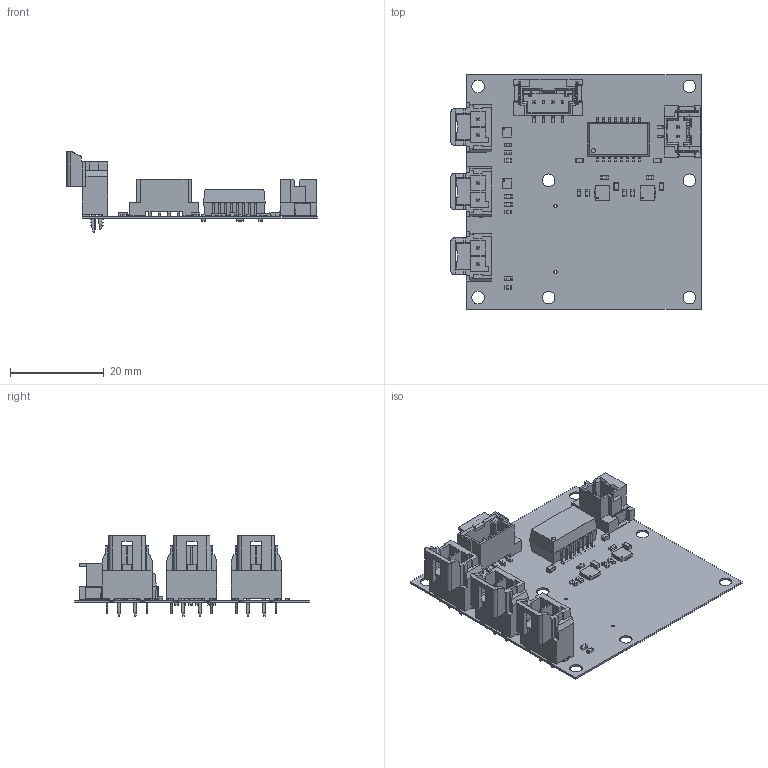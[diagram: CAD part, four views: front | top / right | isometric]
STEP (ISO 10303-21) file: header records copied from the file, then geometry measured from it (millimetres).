
FILE_DESCRIPTION(('Open CASCADE Model'),'2;1');
FILE_NAME('Open CASCADE Shape Model','2017-10-30T21:01:15',('Author'),( 'Open CASCADE'),'Open CASCADE STEP processor 6.8','Open CASCADE 6.8' ,'Unknown');
FILE_SCHEMA(('AUTOMOTIVE_DESIGN { 1 0 10303 214 1 1 1 1 }'));
Length unit declared in the file: millimetre
Products named in the file (115): PCB; Board; R10; 1194190432; Mid_Body; Terminal; Open_CASCADE_STEP_translator_6.8_1.2.1; Mark; XFMR1; 1194190176; Open_CASCADE_STEP_translator_6.8_1.1; Body; Leader; R13; 1194190304; R12; R11; 1041452912; P6; 5600200420; Open CASCADE STEP translator 6.8 1.7.1.1; Open CASCADE STEP translator 6.8 1.7.1.2; U1; 1194190944; Open_CASCADE_STEP_translator_6.8_5.1; Open_CASCADE_STEP_translator_6.8_5.2.1; Thermal_Shape; Pin_Shape; Open_CASCADE_STEP_translator_6.8_5.4.1; U2; R5; 1352742944; R4; R3; 1194191072; R2; R1; R9; R8; R7 ...
Assembly tree (172 placements, depth 5):
  PCB
    Board
    R10
      1194190432
        Mid_Body
        Terminal  x2
          Open_CASCADE_STEP_translator_6.8_1.2.1
        Mark
    XFMR1
      1194190176
        Open_CASCADE_STEP_translator_6.8_1.1
        Body
          Open_CASCADE_STEP_translator_6.8_1.2.1
        Leader  x16
    R13
      1194190304
        Mid_Body
        Terminal  x2
          Open_CASCADE_STEP_translator_6.8_1.2.1
        Mark
    R12
      1194190432
        Mid_Body
        Terminal  x2
          Open_CASCADE_STEP_translator_6.8_1.2.1
        Mark
    R11
      1041452912
        Mid_Body
        Terminal  x2
          Open_CASCADE_STEP_translator_6.8_1.2.1
        Mark
    P6
      5600200420
        Open CASCADE STEP translator 6.8 1.7.1.1
        Open CASCADE STEP translator 6.8 1.7.1.2
    U1
      1194190944
        Open_CASCADE_STEP_translator_6.8_5.1
        Body
          Open_CASCADE_STEP_translator_6.8_5.2.1
        Thermal_Shape
        Pin_Shape  x16
          Open_CASCADE_STEP_translator_6.8_5.4.1
    U2
      1194190944
        Open_CASCADE_STEP_translator_6.8_5.1
        Body
          Open_CASCADE_STEP_translator_6.8_5.2.1
        Thermal_Shape
        Pin_Shape  x16
          Open_CASCADE_STEP_translator_6.8_5.4.1
    R5
      1352742944
        Mid_Body
        Terminal  x2
          Open_CASCADE_STEP_translator_6.8_1.2.1
        Mark
    R4
      1352742944
Bounding box: 53.29 x 50 x 17.15 mm (x, y, z)
Volume: 3648.3 mm3; surface area: 10246.8 mm2
Topology: 164 solids, 169 shells, 2995 faces, 7204 edges, 4563 vertices
Faces by surface type: plane 2539, cylinder 390, sphere 62, cone 4
Full cylindrical faces by diameter (mm): 0.263 x2, 0.388 x2, 0.7 x2, 0.9 x1, 1.02 x6, 2.3 x6, 2.7 x7
Entity records: 47581 total; most frequent: CARTESIAN_POINT 7464, DIRECTION 6981, ORIENTED_EDGE 6941, EDGE_CURVE 3472, LINE 3065, VECTOR 3065, VERTEX_POINT 2221, AXIS2_PLACEMENT_3D 1958
